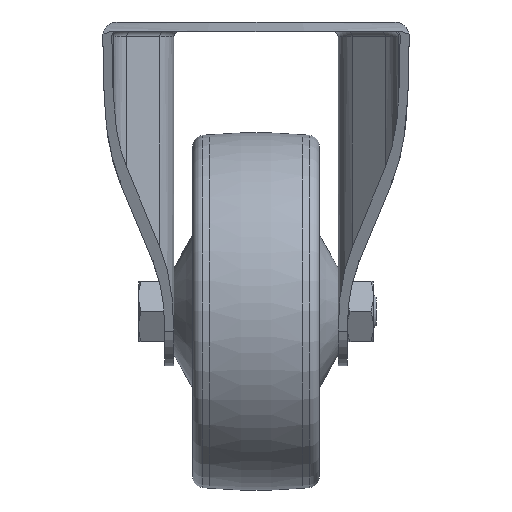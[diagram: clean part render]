
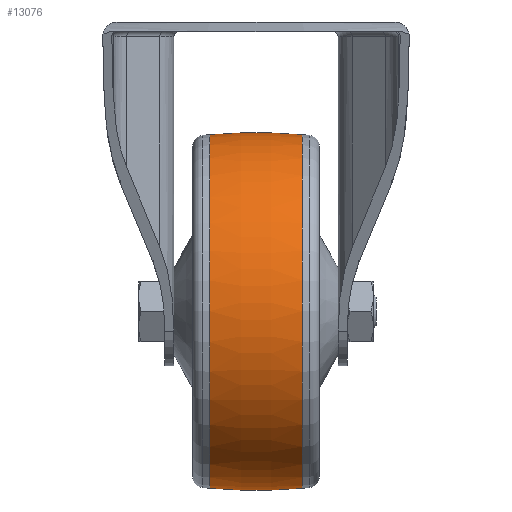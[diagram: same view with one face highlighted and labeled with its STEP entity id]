
A CAD part, top view. The second image highlights one B-rep face of the part: STEP entity #13076.
In plain terms, the highlighted toroidal (fillet/blend) face has major radius 100.55 mm and minor radius 150 mm.
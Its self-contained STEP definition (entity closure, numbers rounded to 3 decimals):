
#360 = CARTESIAN_POINT ( 'NONE',  ( -12.81, 0., 48.902 ) ) ;
#708 = EDGE_CURVE ( 'NONE', #7842, #16345, #15284, .T. ) ;
#764 = AXIS2_PLACEMENT_3D ( 'NONE', #16212, #3574, #6754 ) ;
#1957 = AXIS2_PLACEMENT_3D ( 'NONE', #8153, #13007, #19199 ) ;
#2892 = DIRECTION ( 'NONE',  ( 0., 0., 1. ) ) ;
#3076 = ORIENTED_EDGE ( 'NONE', *, *, #708, .T. ) ;
#3574 = DIRECTION ( 'NONE',  ( 0., 1., 0. ) ) ;
#3722 = EDGE_CURVE ( 'NONE', #17518, #16345, #6732, .T. ) ;
#3759 = CIRCLE ( 'NONE', #8439, 48.902 ) ;
#4673 = VERTEX_POINT ( 'NONE', #360 ) ;
#4903 = CARTESIAN_POINT ( 'NONE',  ( -12.81, 0., -48.902 ) ) ;
#5233 = FACE_OUTER_BOUND ( 'NONE', #14501, .T. ) ;
#5595 = ORIENTED_EDGE ( 'NONE', *, *, #12130, .F. ) ;
#6135 = DIRECTION ( 'NONE',  ( 0., 0., -1. ) ) ;
#6732 = CIRCLE ( 'NONE', #10399, 48.902 ) ;
#6754 = DIRECTION ( 'NONE',  ( 0., 0., 1. ) ) ;
#7842 = VERTEX_POINT ( 'NONE', #4903 ) ;
#8153 = CARTESIAN_POINT ( 'NONE',  ( 0., 0., 0. ) ) ;
#8439 = AXIS2_PLACEMENT_3D ( 'NONE', #18595, #20175, #2892 ) ;
#8716 = CARTESIAN_POINT ( 'NONE',  ( 12.81, 0., 0. ) ) ;
#9080 = ORIENTED_EDGE ( 'NONE', *, *, #15026, .F. ) ;
#9427 = CARTESIAN_POINT ( 'NONE',  ( 12.81, 0., 48.902 ) ) ;
#10399 = AXIS2_PLACEMENT_3D ( 'NONE', #8716, #13430, #10493 ) ;
#10493 = DIRECTION ( 'NONE',  ( 0., 0., -1. ) ) ;
#10877 = CARTESIAN_POINT ( 'NONE',  ( 0., 0., 100.55 ) ) ;
#12130 = EDGE_CURVE ( 'NONE', #7842, #4673, #3759, .T. ) ;
#13007 = DIRECTION ( 'NONE',  ( 1., 0., 0. ) ) ;
#13076 = ADVANCED_FACE ( 'NONE', ( #5233 ), #20324, .T. ) ;
#13430 = DIRECTION ( 'NONE',  ( 1., 0., 0. ) ) ;
#14501 = EDGE_LOOP ( 'NONE', ( #9080, #5595, #3076, #16114 ) ) ;
#15026 = EDGE_CURVE ( 'NONE', #4673, #17518, #15594, .T. ) ;
#15284 = CIRCLE ( 'NONE', #17393, 150. ) ;
#15594 = CIRCLE ( 'NONE', #764, 150. ) ;
#15657 = DIRECTION ( 'NONE',  ( 0., -1., 0. ) ) ;
#16114 = ORIENTED_EDGE ( 'NONE', *, *, #3722, .F. ) ;
#16212 = CARTESIAN_POINT ( 'NONE',  ( 0., 0., -100.55 ) ) ;
#16345 = VERTEX_POINT ( 'NONE', #19656 ) ;
#17393 = AXIS2_PLACEMENT_3D ( 'NONE', #10877, #15657, #6135 ) ;
#17518 = VERTEX_POINT ( 'NONE', #9427 ) ;
#18595 = CARTESIAN_POINT ( 'NONE',  ( -12.81, 0., 0. ) ) ;
#19199 = DIRECTION ( 'NONE',  ( 0., 0., -1. ) ) ;
#19656 = CARTESIAN_POINT ( 'NONE',  ( 12.81, 0., -48.902 ) ) ;
#20175 = DIRECTION ( 'NONE',  ( -1., 0., 0. ) ) ;
#20324 = TOROIDAL_SURFACE ( 'NONE', #1957, -100.55, 150. ) ;
